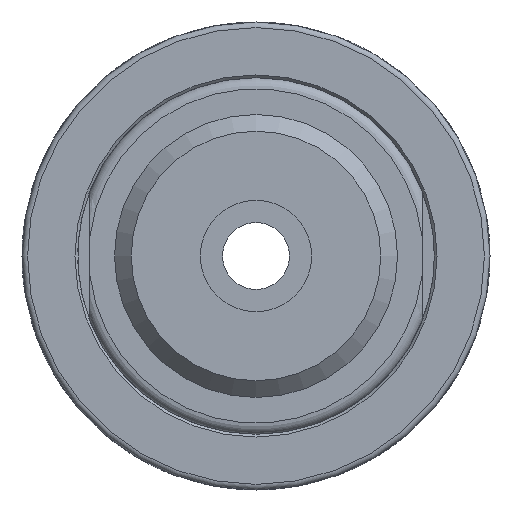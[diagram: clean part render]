
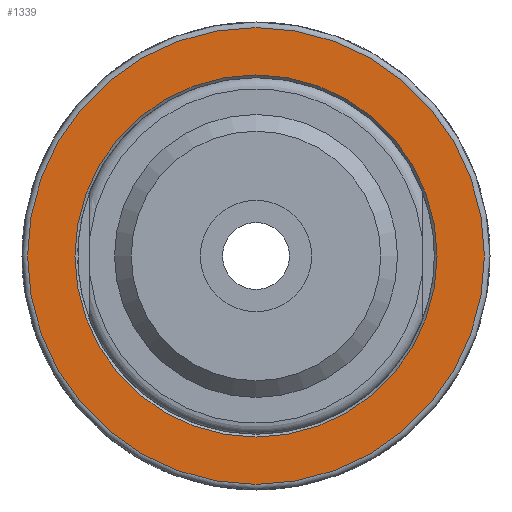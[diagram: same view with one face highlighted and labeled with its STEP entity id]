
A CAD part, left-side view. The second image highlights one B-rep face of the part: STEP entity #1339.
In plain terms, the highlighted planar face has unit normal (-1, 0, 0).
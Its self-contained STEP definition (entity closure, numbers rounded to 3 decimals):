
#226=FACE_BOUND('',#362,.T.);
#286=FACE_OUTER_BOUND('',#361,.T.);
#361=EDGE_LOOP('',(#1175,#1176));
#362=EDGE_LOOP('',(#1177,#1178));
#457=CIRCLE('',#1506,16.25);
#458=CIRCLE('',#1507,16.25);
#459=CIRCLE('',#1509,20.5);
#460=CIRCLE('',#1510,20.5);
#607=VERTEX_POINT('',#2510);
#608=VERTEX_POINT('',#2512);
#609=VERTEX_POINT('',#2516);
#610=VERTEX_POINT('',#2517);
#804=EDGE_CURVE('',#608,#607,#457,.T.);
#805=EDGE_CURVE('',#607,#608,#458,.T.);
#806=EDGE_CURVE('',#609,#610,#459,.T.);
#807=EDGE_CURVE('',#610,#609,#460,.T.);
#1175=ORIENTED_EDGE('',*,*,#806,.F.);
#1176=ORIENTED_EDGE('',*,*,#807,.F.);
#1177=ORIENTED_EDGE('',*,*,#804,.T.);
#1178=ORIENTED_EDGE('',*,*,#805,.T.);
#1279=PLANE('',#1508);
#1339=ADVANCED_FACE('',(#286,#226),#1279,.T.);
#1506=AXIS2_PLACEMENT_3D('',#2513,#1873,#1874);
#1507=AXIS2_PLACEMENT_3D('',#2514,#1875,#1876);
#1508=AXIS2_PLACEMENT_3D('',#2515,#1877,#1878);
#1509=AXIS2_PLACEMENT_3D('',#2518,#1879,#1880);
#1510=AXIS2_PLACEMENT_3D('',#2519,#1881,#1882);
#1873=DIRECTION('center_axis',(1.,0.,0.));
#1874=DIRECTION('ref_axis',(0.,0.,-1.));
#1875=DIRECTION('center_axis',(1.,0.,0.));
#1876=DIRECTION('ref_axis',(0.,0.,-1.));
#1877=DIRECTION('center_axis',(-1.,0.,0.));
#1878=DIRECTION('ref_axis',(0.,0.,1.));
#1879=DIRECTION('center_axis',(1.,0.,0.));
#1880=DIRECTION('ref_axis',(0.,0.,-1.));
#1881=DIRECTION('center_axis',(1.,0.,0.));
#1882=DIRECTION('ref_axis',(0.,0.,-1.));
#2510=CARTESIAN_POINT('',(31.,-16.25,0.));
#2512=CARTESIAN_POINT('',(31.,16.25,0.));
#2513=CARTESIAN_POINT('Origin',(31.,0.,0.));
#2514=CARTESIAN_POINT('Origin',(31.,0.,0.));
#2515=CARTESIAN_POINT('Origin',(31.,20.5,0.));
#2516=CARTESIAN_POINT('',(31.,20.5,0.));
#2517=CARTESIAN_POINT('',(31.,0.,20.5));
#2518=CARTESIAN_POINT('Origin',(31.,0.,0.));
#2519=CARTESIAN_POINT('Origin',(31.,0.,0.));
